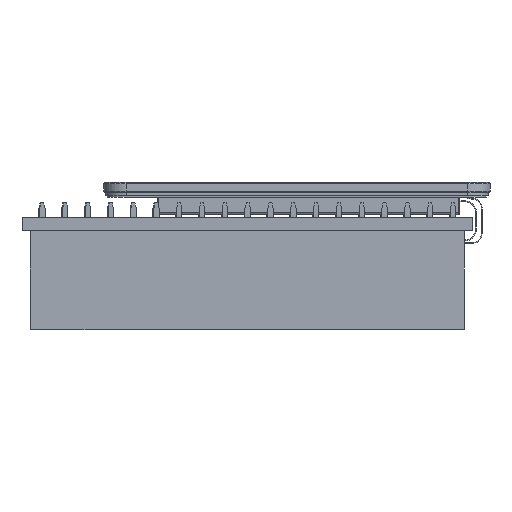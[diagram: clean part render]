
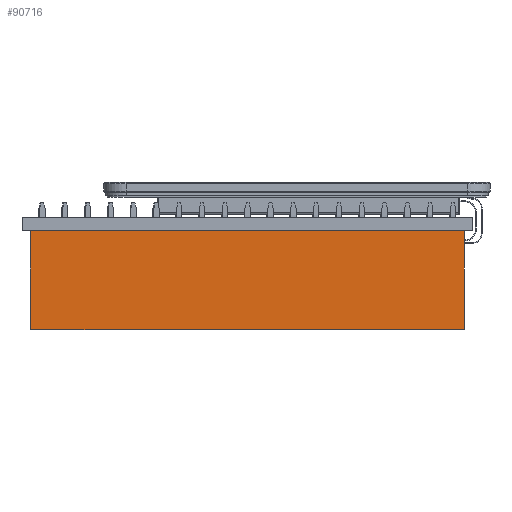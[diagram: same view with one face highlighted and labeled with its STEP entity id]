
A CAD part, left-side view. The second image highlights one B-rep face of the part: STEP entity #90716.
In plain terms, the highlighted face is planar.
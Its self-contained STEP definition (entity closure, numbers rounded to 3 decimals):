
#4554=PLANE('',#98049);
#12673=LINE('',#143143,#23161);
#12681=LINE('',#143157,#23169);
#13594=LINE('',#145022,#24082);
#13595=LINE('',#145023,#24083);
#23161=VECTOR('',#117824,1.);
#23169=VECTOR('',#117834,10.);
#24082=VECTOR('',#119433,1.);
#24083=VECTOR('',#119434,1.);
#31414=FACE_OUTER_BOUND('',#36410,.T.);
#36410=EDGE_LOOP('',(#81950,#81951,#81952,#81953));
#46089=VERTEX_POINT('',#143141);
#46090=VERTEX_POINT('',#143142);
#46095=VERTEX_POINT('',#143155);
#46704=VERTEX_POINT('',#145021);
#57788=EDGE_CURVE('',#46089,#46090,#12673,.T.);
#57796=EDGE_CURVE('',#46095,#46090,#12681,.T.);
#58709=EDGE_CURVE('',#46704,#46095,#13594,.T.);
#58710=EDGE_CURVE('',#46704,#46089,#13595,.T.);
#81950=ORIENTED_EDGE('',*,*,#58709,.F.);
#81951=ORIENTED_EDGE('',*,*,#58710,.T.);
#81952=ORIENTED_EDGE('',*,*,#57788,.T.);
#81953=ORIENTED_EDGE('',*,*,#57796,.F.);
#90716=ADVANCED_FACE('',(#31414),#4554,.F.);
#98049=AXIS2_PLACEMENT_3D('',#145020,#119431,#119432);
#117824=DIRECTION('',(0.,0.,1.));
#117834=DIRECTION('',(0.,1.,0.));
#119431=DIRECTION('center_axis',(-1.,0.,0.));
#119432=DIRECTION('ref_axis',(0.,1.,0.));
#119433=DIRECTION('',(0.,0.,1.));
#119434=DIRECTION('',(0.,1.,0.));
#143141=CARTESIAN_POINT('',(1.27,1.27,0.));
#143142=CARTESIAN_POINT('',(1.27,1.27,11.));
#143143=CARTESIAN_POINT('',(1.27,1.27,0.));
#143155=CARTESIAN_POINT('',(1.27,-46.99,11.));
#143157=CARTESIAN_POINT('',(1.27,-46.99,11.));
#145020=CARTESIAN_POINT('Origin',(1.27,-46.99,0.));
#145021=CARTESIAN_POINT('',(1.27,-46.99,0.));
#145022=CARTESIAN_POINT('',(1.27,-46.99,0.));
#145023=CARTESIAN_POINT('',(1.27,-46.99,0.));
